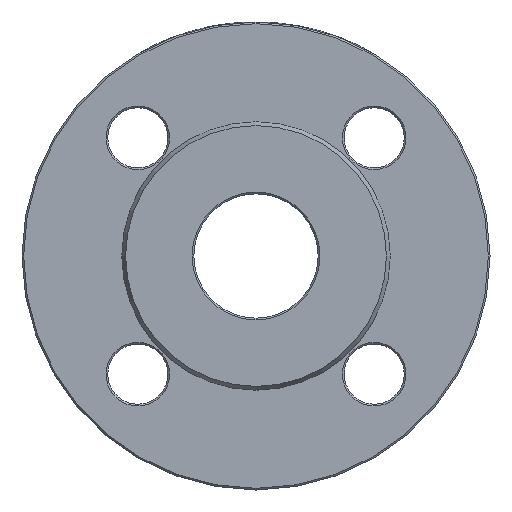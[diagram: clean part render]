
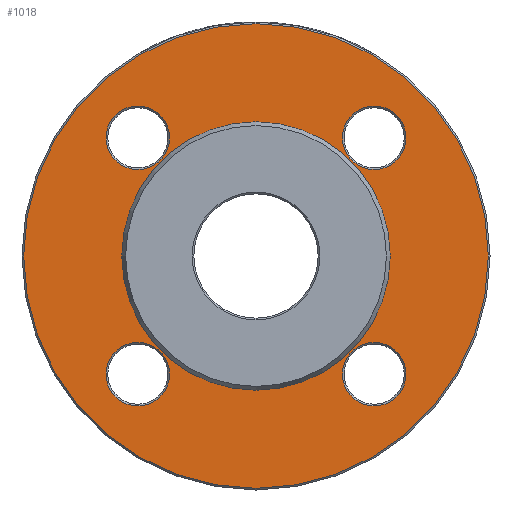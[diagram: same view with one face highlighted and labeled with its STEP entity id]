
A CAD part, left-side view. The second image highlights one B-rep face of the part: STEP entity #1018.
In plain terms, the highlighted planar face has unit normal (-1, 0, 0).
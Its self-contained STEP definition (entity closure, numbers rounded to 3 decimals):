
#4 = DIRECTION ( 'NONE',  ( -1., 0., 0. ) ) ;
#74 = EDGE_LOOP ( 'NONE', ( #3341 ) ) ;
#191 = DIRECTION ( 'NONE',  ( 1., 0., 0. ) ) ;
#215 = DIRECTION ( 'NONE',  ( 1., 0., 0. ) ) ;
#330 = DIRECTION ( 'NONE',  ( 0., 1., 0. ) ) ;
#345 = AXIS2_PLACEMENT_3D ( 'NONE', #5651, #191, #4545 ) ;
#409 = CIRCLE ( 'NONE', #1663, 9.5 ) ;
#720 = FACE_OUTER_BOUND ( 'NONE', #6247, .T. ) ;
#726 = CIRCLE ( 'NONE', #2677, 9.5 ) ;
#751 = DIRECTION ( 'NONE',  ( 0., 0., 1. ) ) ;
#1018 = ADVANCED_FACE ( 'NONE', ( #5042, #4584, #3979, #3904, #720, #3445 ), #5077, .F. ) ;
#1080 = CIRCLE ( 'NONE', #5402, 69.5 ) ;
#1101 = CIRCLE ( 'NONE', #5081, 9.5 ) ;
#1295 = EDGE_LOOP ( 'NONE', ( #2172 ) ) ;
#1454 = EDGE_CURVE ( 'NONE', #4032, #4032, #726, .T. ) ;
#1570 = EDGE_CURVE ( 'NONE', #3994, #3994, #1080, .T. ) ;
#1663 = AXIS2_PLACEMENT_3D ( 'NONE', #6941, #6399, #330 ) ;
#1722 = ORIENTED_EDGE ( 'NONE', *, *, #4256, .T. ) ;
#1864 = CARTESIAN_POINT ( 'NONE',  ( 2., -35.355, -35.355 ) ) ;
#1865 = CARTESIAN_POINT ( 'NONE',  ( 2., 44.855, 35.355 ) ) ;
#2172 = ORIENTED_EDGE ( 'NONE', *, *, #5553, .T. ) ;
#2195 = DIRECTION ( 'NONE',  ( 0., 0., -1. ) ) ;
#2365 = CARTESIAN_POINT ( 'NONE',  ( 2., 0., -69.5 ) ) ;
#2380 = EDGE_CURVE ( 'NONE', #3496, #3496, #3596, .T. ) ;
#2410 = DIRECTION ( 'NONE',  ( 0., 0., -1. ) ) ;
#2476 = AXIS2_PLACEMENT_3D ( 'NONE', #1864, #5057, #5630 ) ;
#2677 = AXIS2_PLACEMENT_3D ( 'NONE', #3971, #6206, #751 ) ;
#2953 = DIRECTION ( 'NONE',  ( -1., 0., 0. ) ) ;
#3341 = ORIENTED_EDGE ( 'NONE', *, *, #1454, .T. ) ;
#3413 = CARTESIAN_POINT ( 'NONE',  ( 2., 0., 0. ) ) ;
#3427 = CARTESIAN_POINT ( 'NONE',  ( 2., -35.355, 44.855 ) ) ;
#3445 = FACE_BOUND ( 'NONE', #3586, .T. ) ;
#3496 = VERTEX_POINT ( 'NONE', #4563 ) ;
#3586 = EDGE_LOOP ( 'NONE', ( #5787 ) ) ;
#3596 = CIRCLE ( 'NONE', #5752, 40.155 ) ;
#3904 = FACE_BOUND ( 'NONE', #6636, .T. ) ;
#3950 = EDGE_CURVE ( 'NONE', #6703, #6703, #1101, .T. ) ;
#3971 = CARTESIAN_POINT ( 'NONE',  ( 2., -35.355, 35.355 ) ) ;
#3979 = FACE_BOUND ( 'NONE', #1295, .T. ) ;
#3994 = VERTEX_POINT ( 'NONE', #2365 ) ;
#4032 = VERTEX_POINT ( 'NONE', #3427 ) ;
#4256 = EDGE_CURVE ( 'NONE', #5092, #5092, #5424, .T. ) ;
#4439 = ORIENTED_EDGE ( 'NONE', *, *, #3950, .T. ) ;
#4545 = DIRECTION ( 'NONE',  ( 0., 0., -1. ) ) ;
#4563 = CARTESIAN_POINT ( 'NONE',  ( 2., 0., 40.155 ) ) ;
#4584 = FACE_BOUND ( 'NONE', #74, .T. ) ;
#4851 = CARTESIAN_POINT ( 'NONE',  ( 2., 0., 0. ) ) ;
#5042 = FACE_BOUND ( 'NONE', #5268, .T. ) ;
#5057 = DIRECTION ( 'NONE',  ( 1., 0., 0. ) ) ;
#5077 = PLANE ( 'NONE',  #345 ) ;
#5081 = AXIS2_PLACEMENT_3D ( 'NONE', #5463, #215, #2410 ) ;
#5092 = VERTEX_POINT ( 'NONE', #6194 ) ;
#5268 = EDGE_LOOP ( 'NONE', ( #1722 ) ) ;
#5402 = AXIS2_PLACEMENT_3D ( 'NONE', #4851, #4, #2195 ) ;
#5424 = CIRCLE ( 'NONE', #2476, 9.5 ) ;
#5463 = CARTESIAN_POINT ( 'NONE',  ( 2., 35.355, -35.355 ) ) ;
#5553 = EDGE_CURVE ( 'NONE', #5699, #5699, #409, .T. ) ;
#5630 = DIRECTION ( 'NONE',  ( 0., -1., 0. ) ) ;
#5631 = CARTESIAN_POINT ( 'NONE',  ( 2., 35.355, -44.855 ) ) ;
#5651 = CARTESIAN_POINT ( 'NONE',  ( 2., 40.155, 0. ) ) ;
#5699 = VERTEX_POINT ( 'NONE', #1865 ) ;
#5752 = AXIS2_PLACEMENT_3D ( 'NONE', #3413, #2953, #6145 ) ;
#5787 = ORIENTED_EDGE ( 'NONE', *, *, #2380, .F. ) ;
#6145 = DIRECTION ( 'NONE',  ( 0., 0., 1. ) ) ;
#6194 = CARTESIAN_POINT ( 'NONE',  ( 2., -44.855, -35.355 ) ) ;
#6206 = DIRECTION ( 'NONE',  ( 1., 0., 0. ) ) ;
#6247 = EDGE_LOOP ( 'NONE', ( #6701 ) ) ;
#6399 = DIRECTION ( 'NONE',  ( 1., 0., 0. ) ) ;
#6636 = EDGE_LOOP ( 'NONE', ( #4439 ) ) ;
#6701 = ORIENTED_EDGE ( 'NONE', *, *, #1570, .T. ) ;
#6703 = VERTEX_POINT ( 'NONE', #5631 ) ;
#6941 = CARTESIAN_POINT ( 'NONE',  ( 2., 35.355, 35.355 ) ) ;
